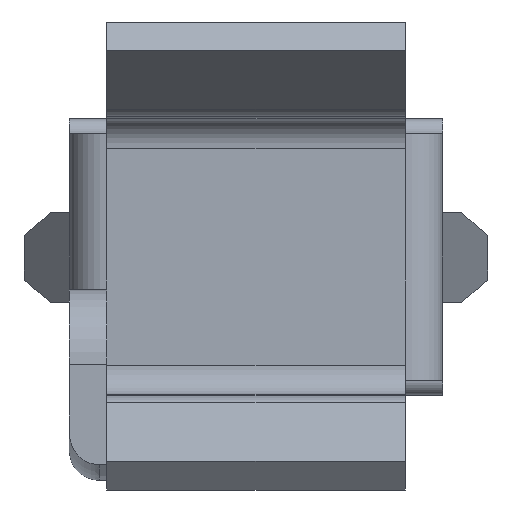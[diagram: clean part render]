
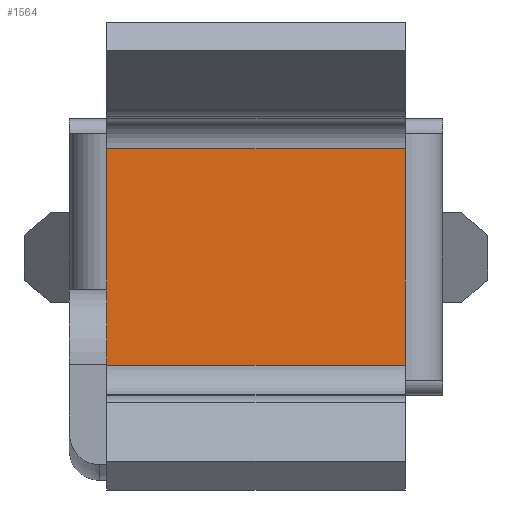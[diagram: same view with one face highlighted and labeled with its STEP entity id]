
A CAD part, top view. The second image highlights one B-rep face of the part: STEP entity #1564.
In plain terms, the highlighted planar face has unit normal (0, 0, 1).
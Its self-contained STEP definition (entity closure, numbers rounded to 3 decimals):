
#132=FACE_OUTER_BOUND('',#216,.T.);
#216=EDGE_LOOP('',(#1419,#1420,#1421,#1422));
#331=LINE('',#2316,#488);
#389=LINE('',#2493,#546);
#426=LINE('',#2638,#583);
#441=LINE('',#2666,#598);
#488=VECTOR('',#1847,10.);
#546=VECTOR('',#2011,10.);
#583=VECTOR('',#2142,10.);
#598=VECTOR('',#2183,10.);
#638=VERTEX_POINT('',#2313);
#639=VERTEX_POINT('',#2315);
#704=VERTEX_POINT('',#2490);
#705=VERTEX_POINT('',#2492);
#804=EDGE_CURVE('',#639,#638,#331,.T.);
#892=EDGE_CURVE('',#704,#705,#389,.T.);
#957=EDGE_CURVE('',#638,#705,#426,.T.);
#972=EDGE_CURVE('',#639,#704,#441,.T.);
#1419=ORIENTED_EDGE('',*,*,#972,.F.);
#1420=ORIENTED_EDGE('',*,*,#804,.T.);
#1421=ORIENTED_EDGE('',*,*,#957,.T.);
#1422=ORIENTED_EDGE('',*,*,#892,.F.);
#1480=PLANE('',#1731);
#1564=ADVANCED_FACE('',(#132),#1480,.T.);
#1731=AXIS2_PLACEMENT_3D('',#2673,#2194,#2195);
#1847=DIRECTION('',(0.,1.,0.));
#2011=DIRECTION('',(0.,1.,0.));
#2142=DIRECTION('',(-1.,0.,0.));
#2183=DIRECTION('',(-1.,0.,0.));
#2194=DIRECTION('center_axis',(0.,0.,
1.));
#2195=DIRECTION('ref_axis',(0.,-1.,0.));
#2313=CARTESIAN_POINT('',(4.247,1.449,2.907));
#2315=CARTESIAN_POINT('',(4.247,-1.451,2.907));
#2316=CARTESIAN_POINT('',(4.247,-0.001,2.907));
#2490=CARTESIAN_POINT('',(0.247,-1.451,2.907));
#2492=CARTESIAN_POINT('',(0.247,1.449,2.907));
#2493=CARTESIAN_POINT('',(0.247,-0.001,2.907));
#2638=CARTESIAN_POINT('',(0.247,1.449,2.907));
#2666=CARTESIAN_POINT('',(0.247,-1.451,2.907));
#2673=CARTESIAN_POINT('Origin',(0.247,-0.001,
2.907));
